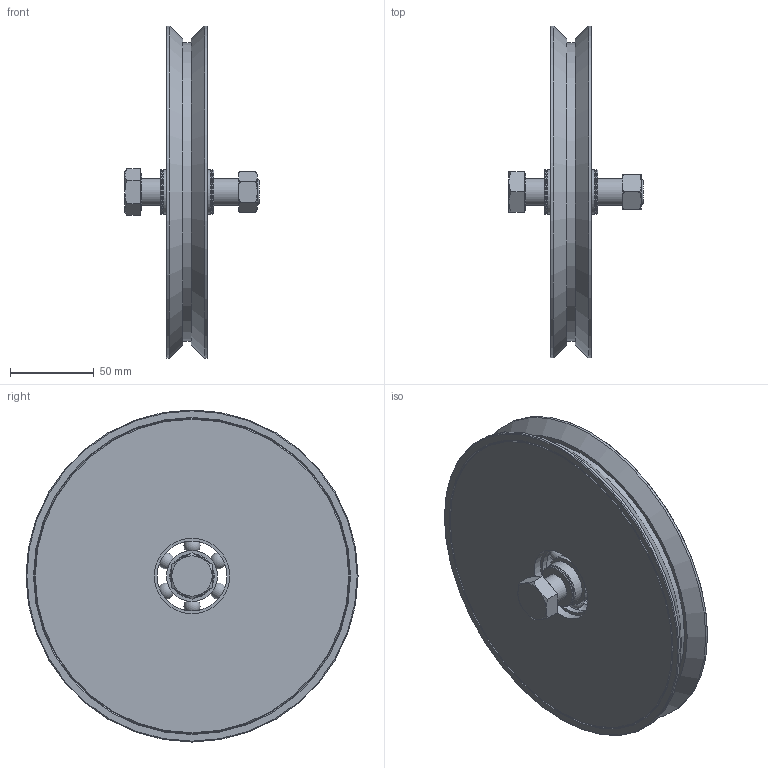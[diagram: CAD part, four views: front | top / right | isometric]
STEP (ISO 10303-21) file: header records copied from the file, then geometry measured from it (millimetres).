
FILE_DESCRIPTION(/* description */ (''),/* implementation_level */ '2;1');
FILE_NAME(/* name */ '20200V20.stp',/* time_stamp */ '2019-08-05T14:00:18+02:00',/* author */ ('DIDIERR'),/* organization */ (''),/* preprocessor_version */ 'ST-DEVELOPER v17.2',/* originating_system */ 'Autodesk Inventor 2019',/* authorisation */ '');
FILE_SCHEMA (('AUTOMOTIVE_DESIGN { 1 0 10303 214 3 1 1 }'));
Length unit declared in the file: millimetre
Products named in the file (6): 20200V20; 19710; 19713; Roulement 6304 - 20 x 52 x 15; 04686; 06015
Assembly tree (6 placements, depth 2):
  20200V20
    19710
    19713  x2
    Roulement 6304 - 20 x 52 x 15
    04686
    06015
Bounding box: 80 x 198 x 198 mm (x, y, z)
Volume: 697538.4 mm3; surface area: 106614.7 mm2
Topology: 13 solids, 13 shells, 117 faces, 299 edges, 206 vertices
Faces by surface type: plane 36, torus 28, cylinder 24, cone 23, sphere 6
Full cylindrical faces by diameter (mm): 11.835 x1, 16 x1, 16.5 x2, 20 x3, 22.5 x1, 26.5 x4, 30.432 x2, 41.568 x2, 45 x1, 52 x2, 52.4 x1, 57 x1, 178 x1, 198 x2
Entity records: 3892 total; most frequent: CARTESIAN_POINT 865, DIRECTION 644, ORIENTED_EDGE 544, AXIS2_PLACEMENT_3D 291, EDGE_CURVE 272, VERTEX_POINT 212, CIRCLE 174, EDGE_LOOP 136
